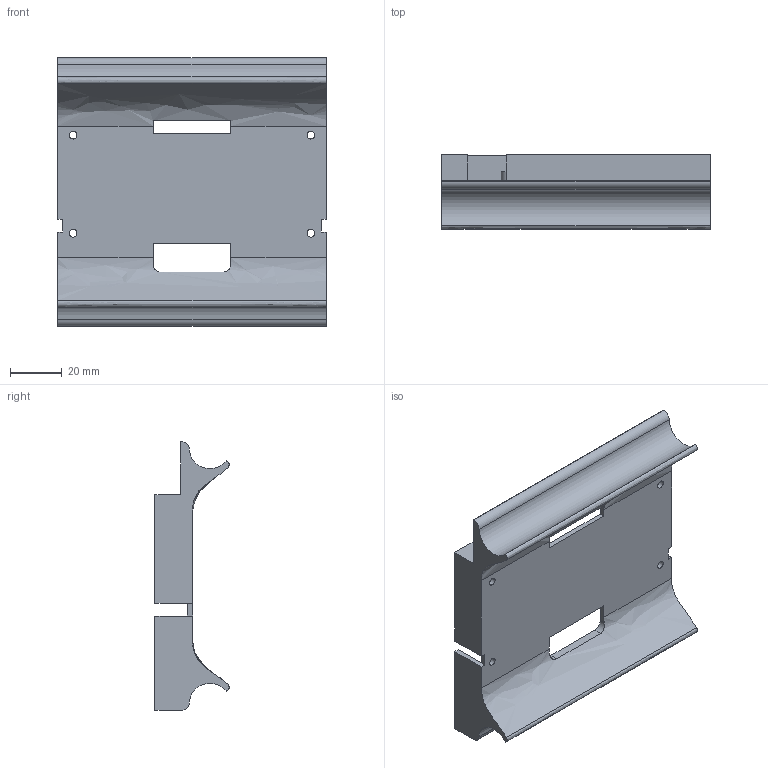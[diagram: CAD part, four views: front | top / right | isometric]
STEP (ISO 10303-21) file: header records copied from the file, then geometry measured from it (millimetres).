
FILE_DESCRIPTION(/* description */ (''),/* implementation_level */ '2;1');
FILE_NAME(/* name */ 'JetsonNano MountKit v6.step',/* time_stamp */ '2024-03-18T14:43:37+08:00',/* author */ (''),/* organization */ (''),/* preprocessor_version */ 'ST-DEVELOPER v20',/* originating_system */ 'Autodesk Translation Framework v12.20.1.177',/* authorisation */ '');
FILE_SCHEMA (('AUTOMOTIVE_DESIGN { 1 0 10303 214 3 1 1 }'));
Length unit declared in the file: millimetre
Products named in the file (1): JetsonNano MountKit
Bounding box: 104 x 28.69 x 104 mm (x, y, z)
Volume: 52258.2 mm3; surface area: 36462 mm2
Topology: 1 solids, 1 shells, 74 faces, 182 edges, 120 vertices
Faces by surface type: plane 48, cylinder 22, bspline 4
Full cylindrical faces by diameter (mm): 2.4 x4, 3 x4, 5 x4, 6 x4
Entity records: 2404 total; most frequent: CARTESIAN_POINT 613, ORIENTED_EDGE 364, DIRECTION 348, EDGE_CURVE 182, LINE 122, VECTOR 122, VERTEX_POINT 120, AXIS2_PLACEMENT_3D 113
